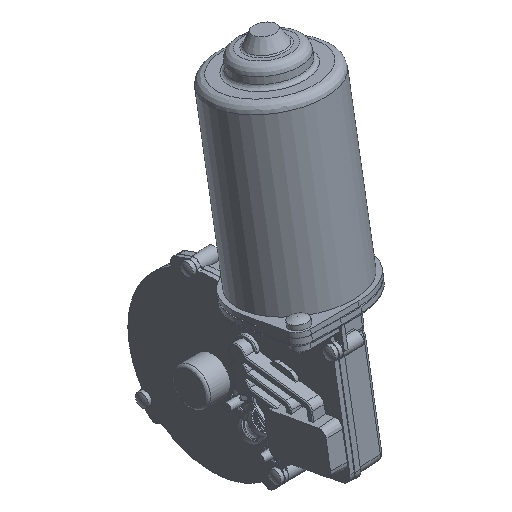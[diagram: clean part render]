
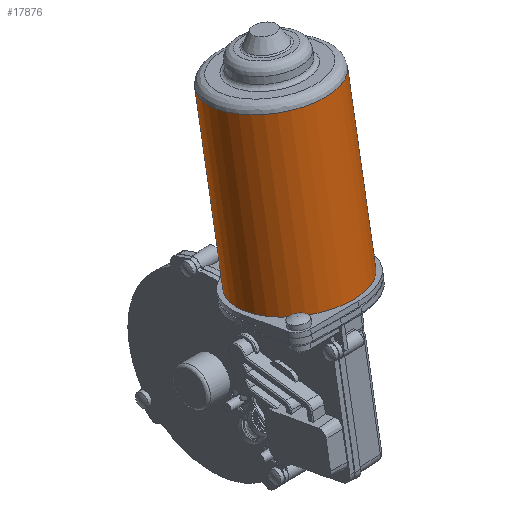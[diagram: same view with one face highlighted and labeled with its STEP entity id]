
A CAD part, isometric view. The second image highlights one B-rep face of the part: STEP entity #17876.
In plain terms, the highlighted cylindrical face has radius 30 mm (diameter 60 mm), a full revolution.
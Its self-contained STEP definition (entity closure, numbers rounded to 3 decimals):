
#2734=CYLINDRICAL_SURFACE('',#18670,30.);
#3291=ORIENTED_EDGE('',*,*,#7258,.F.);
#3292=ORIENTED_EDGE('',*,*,#7201,.F.);
#7201=EDGE_CURVE('',#9219,#9219,#10540,.F.);
#7258=EDGE_CURVE('',#9257,#9257,#10562,.T.);
#9219=VERTEX_POINT('',#22244);
#9257=VERTEX_POINT('',#22495);
#10540=CIRCLE('',#18632,30.);
#10562=CIRCLE('',#18671,30.);
#10767=EDGE_LOOP('',(#3291));
#10768=EDGE_LOOP('',(#3292));
#11584=FACE_BOUND('',#10767,.T.);
#11585=FACE_BOUND('',#10768,.T.);
#17876=ADVANCED_FACE('',(#11584,#11585),#2734,.T.);
#18632=AXIS2_PLACEMENT_3D('',#22243,#19655,#19656);
#18670=AXIS2_PLACEMENT_3D('',#22493,#19740,#19741);
#18671=AXIS2_PLACEMENT_3D('',#22494,#19742,#19743);
#19655=DIRECTION('',(1.,0.,0.));
#19656=DIRECTION('',(0.,0.,-1.));
#19740=DIRECTION('',(1.,0.,0.));
#19741=DIRECTION('',(0.,0.,-1.));
#19742=DIRECTION('',(1.,0.,0.));
#19743=DIRECTION('',(0.,-1.,0.));
#22243=CARTESIAN_POINT('',(49.35,44.12,0.));
#22244=CARTESIAN_POINT('',(49.35,44.12,-30.));
#22493=CARTESIAN_POINT('',(49.35,44.12,0.));
#22494=CARTESIAN_POINT('',(139.3,44.12,0.));
#22495=CARTESIAN_POINT('',(139.3,14.12,0.));
